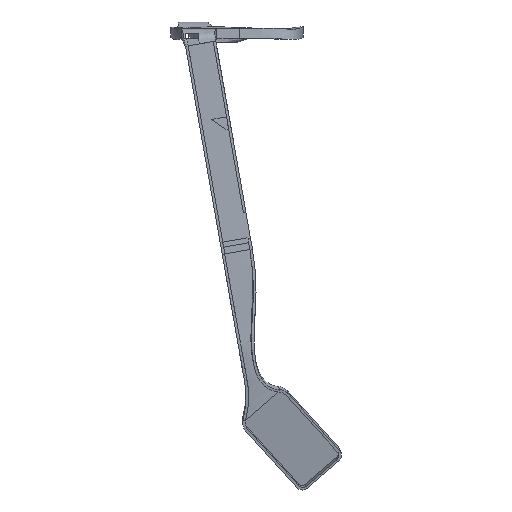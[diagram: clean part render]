
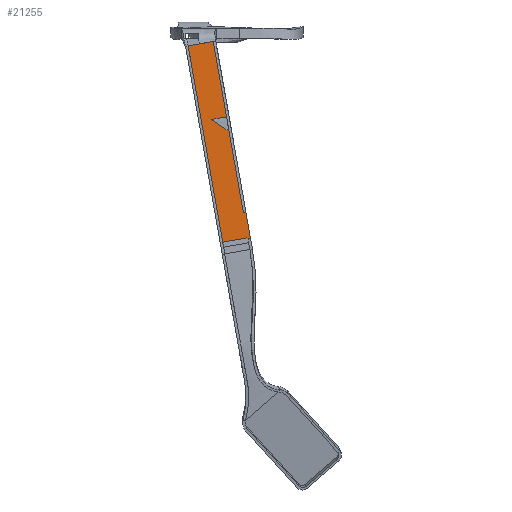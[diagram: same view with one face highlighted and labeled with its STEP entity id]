
A CAD part, left-side view. The second image highlights one B-rep face of the part: STEP entity #21255.
In plain terms, the highlighted planar face has unit normal (-1, 0, 0).
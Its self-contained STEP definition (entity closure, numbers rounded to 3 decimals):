
#20761=CARTESIAN_POINT('Line Origine',(-67.29,-1.064,-69.781)) ;
#20765=CARTESIAN_POINT('Vertex',(-67.29,-1.556,-69.695)) ;
#20767=CARTESIAN_POINT('Vertex',(-67.29,-0.572,-69.868)) ;
#20805=CARTESIAN_POINT('Vertex',(-67.29,6.027,-32.445)) ;
#20810=CARTESIAN_POINT('Line Origine',(-67.29,8.918,-32.955)) ;
#20814=CARTESIAN_POINT('Vertex',(-67.29,11.808,-33.465)) ;
#20841=CARTESIAN_POINT('Line Origine',(-67.29,8.421,-35.773)) ;
#20845=CARTESIAN_POINT('Vertex',(-67.29,5.033,-38.082)) ;
#20885=CARTESIAN_POINT('Vertex',(-67.29,-3.38,-80.035)) ;
#20888=CARTESIAN_POINT('Line Origine',(-67.29,-2.887,-80.122)) ;
#20892=CARTESIAN_POINT('Vertex',(-67.29,-2.395,-80.209)) ;
#20920=CARTESIAN_POINT('Line Origine',(-67.29,-2.134,-80.026)) ;
#20924=CARTESIAN_POINT('Vertex',(-67.29,-1.874,-79.844)) ;
#20951=CARTESIAN_POINT('Line Origine',(-67.29,2.829,-80.673)) ;
#20955=CARTESIAN_POINT('Vertex',(-67.29,7.531,-81.502)) ;
#21024=CARTESIAN_POINT('Axis2P3D Location',(-67.29,15.58,-34.13)) ;
#21137=CARTESIAN_POINT('Line Origine',(-67.29,9.5,-12.749)) ;
#21141=CARTESIAN_POINT('Vertex',(-67.29,7.764,-22.597)) ;
#21143=CARTESIAN_POINT('Vertex',(-67.29,11.237,-2.901)) ;
#21146=CARTESIAN_POINT('Line Origine',(-67.29,6.895,-27.521)) ;
#21151=CARTESIAN_POINT('Line Origine',(-67.29,2.231,-53.975)) ;
#21216=CARTESIAN_POINT('Line Origine',(-67.29,19.348,-14.486)) ;
#21220=CARTESIAN_POINT('Vertex',(-67.29,17.612,-24.334)) ;
#21222=CARTESIAN_POINT('Vertex',(-67.29,21.085,-4.638)) ;
#21225=CARTESIAN_POINT('Line Origine',(-67.29,12.572,-52.918)) ;
#21230=CARTESIAN_POINT('Line Origine',(-67.29,-2.468,-74.865)) ;
#21235=CARTESIAN_POINT('Line Origine',(-67.29,16.161,-3.769)) ;
#20762=DIRECTION('Vector Direction',(0.,0.985,-0.174)) ;
#20811=DIRECTION('Vector Direction',(0.,0.985,-0.174)) ;
#20842=DIRECTION('Vector Direction',(0.,-0.826,-0.563)) ;
#20889=DIRECTION('Vector Direction',(0.,0.985,-0.174)) ;
#20921=DIRECTION('Vector Direction',(0.,0.819,0.574)) ;
#20952=DIRECTION('Vector Direction',(0.,0.985,-0.174)) ;
#21025=DIRECTION('Axis2P3D Direction',(1.,0.,0.)) ;
#21026=DIRECTION('Axis2P3D XDirection',(0.,0.985,-0.174)) ;
#21138=DIRECTION('Vector Direction',(0.,0.174,0.985)) ;
#21147=DIRECTION('Vector Direction',(0.,0.174,0.985)) ;
#21152=DIRECTION('Vector Direction',(0.,0.174,0.985)) ;
#21217=DIRECTION('Vector Direction',(0.,0.174,0.985)) ;
#21226=DIRECTION('Vector Direction',(0.,0.174,0.985)) ;
#21231=DIRECTION('Vector Direction',(0.,0.174,0.985)) ;
#21236=DIRECTION('Vector Direction',(0.,0.985,-0.174)) ;
#21027=AXIS2_PLACEMENT_3D('Plane Axis2P3D',#21024,#21025,#21026) ;
#21241=ORIENTED_EDGE('',*,*,#21224,.F.) ;
#21242=ORIENTED_EDGE('',*,*,#21229,.F.) ;
#21243=ORIENTED_EDGE('',*,*,#20957,.F.) ;
#21244=ORIENTED_EDGE('',*,*,#20926,.F.) ;
#21245=ORIENTED_EDGE('',*,*,#20894,.F.) ;
#21246=ORIENTED_EDGE('',*,*,#21234,.T.) ;
#21247=ORIENTED_EDGE('',*,*,#20769,.T.) ;
#21248=ORIENTED_EDGE('',*,*,#21155,.F.) ;
#21249=ORIENTED_EDGE('',*,*,#20847,.F.) ;
#21250=ORIENTED_EDGE('',*,*,#20816,.F.) ;
#21251=ORIENTED_EDGE('',*,*,#21150,.F.) ;
#21252=ORIENTED_EDGE('',*,*,#21145,.T.) ;
#21253=ORIENTED_EDGE('',*,*,#21239,.F.) ;
#20763=VECTOR('Line Direction',#20762,1.) ;
#20812=VECTOR('Line Direction',#20811,1.) ;
#20843=VECTOR('Line Direction',#20842,1.) ;
#20890=VECTOR('Line Direction',#20889,1.) ;
#20922=VECTOR('Line Direction',#20921,1.) ;
#20953=VECTOR('Line Direction',#20952,1.) ;
#21139=VECTOR('Line Direction',#21138,1.) ;
#21148=VECTOR('Line Direction',#21147,1.) ;
#21153=VECTOR('Line Direction',#21152,1.) ;
#21218=VECTOR('Line Direction',#21217,1.) ;
#21227=VECTOR('Line Direction',#21226,1.) ;
#21232=VECTOR('Line Direction',#21231,1.) ;
#21237=VECTOR('Line Direction',#21236,1.) ;
#21255=ADVANCED_FACE('PCB Housing location 2',(#21254),#21028,.F.) ;
#20769=EDGE_CURVE('',#20766,#20768,#20764,.T.) ;
#20816=EDGE_CURVE('',#20806,#20815,#20813,.T.) ;
#20847=EDGE_CURVE('',#20815,#20846,#20844,.T.) ;
#20894=EDGE_CURVE('',#20886,#20893,#20891,.T.) ;
#20926=EDGE_CURVE('',#20893,#20925,#20923,.T.) ;
#20957=EDGE_CURVE('',#20925,#20956,#20954,.T.) ;
#21145=EDGE_CURVE('',#21142,#21144,#21140,.T.) ;
#21150=EDGE_CURVE('',#21142,#20806,#21149,.F.) ;
#21155=EDGE_CURVE('',#20846,#20768,#21154,.F.) ;
#21224=EDGE_CURVE('',#21221,#21223,#21219,.T.) ;
#21229=EDGE_CURVE('',#20956,#21221,#21228,.T.) ;
#21234=EDGE_CURVE('',#20886,#20766,#21233,.T.) ;
#21239=EDGE_CURVE('',#21223,#21144,#21238,.F.) ;
#21240=EDGE_LOOP('',(#21241,#21242,#21243,#21244,#21245,#21246,#21247,#21248,#21249,#21250,#21251,#21252,#21253)) ;
#21254=FACE_OUTER_BOUND('',#21240,.T.) ;
#20764=LINE('Line',#20761,#20763) ;
#20813=LINE('Line',#20810,#20812) ;
#20844=LINE('Line',#20841,#20843) ;
#20891=LINE('Line',#20888,#20890) ;
#20923=LINE('Line',#20920,#20922) ;
#20954=LINE('Line',#20951,#20953) ;
#21140=LINE('Line',#21137,#21139) ;
#21149=LINE('Line',#21146,#21148) ;
#21154=LINE('Line',#21151,#21153) ;
#21219=LINE('Line',#21216,#21218) ;
#21228=LINE('Line',#21225,#21227) ;
#21233=LINE('Line',#21230,#21232) ;
#21238=LINE('Line',#21235,#21237) ;
#21028=PLANE('Plane',#21027) ;
#20766=VERTEX_POINT('',#20765) ;
#20768=VERTEX_POINT('',#20767) ;
#20806=VERTEX_POINT('',#20805) ;
#20815=VERTEX_POINT('',#20814) ;
#20846=VERTEX_POINT('',#20845) ;
#20886=VERTEX_POINT('',#20885) ;
#20893=VERTEX_POINT('',#20892) ;
#20925=VERTEX_POINT('',#20924) ;
#20956=VERTEX_POINT('',#20955) ;
#21142=VERTEX_POINT('',#21141) ;
#21144=VERTEX_POINT('',#21143) ;
#21221=VERTEX_POINT('',#21220) ;
#21223=VERTEX_POINT('',#21222) ;
